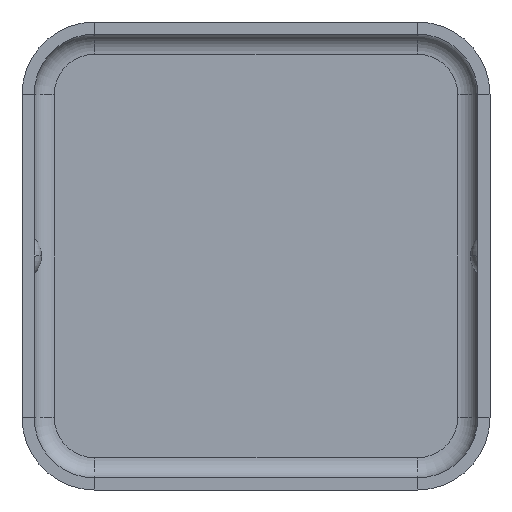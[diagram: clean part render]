
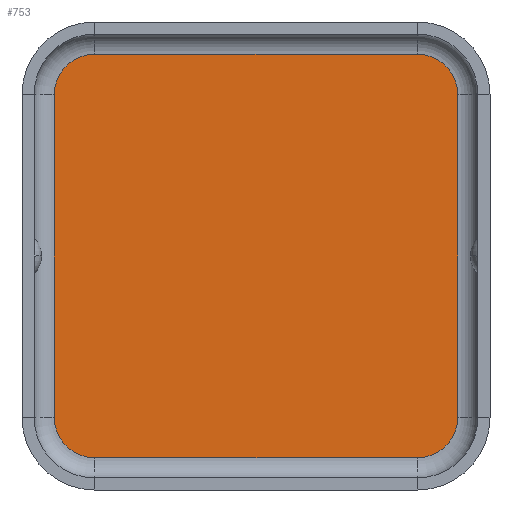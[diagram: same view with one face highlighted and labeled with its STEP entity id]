
A CAD part, front view. The second image highlights one B-rep face of the part: STEP entity #753.
In plain terms, the highlighted planar face has unit normal (0, -1, 0).
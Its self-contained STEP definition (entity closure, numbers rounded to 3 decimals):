
#28 = EDGE_CURVE ( 'NONE', #1044, #1247, #397, .T. ) ;
#32 = CARTESIAN_POINT ( 'NONE',  ( 5., 0., -4. ) ) ;
#53 = EDGE_CURVE ( 'NONE', #337, #990, #888, .T. ) ;
#78 = EDGE_CURVE ( 'NONE', #1247, #1239, #1401, .T. ) ;
#83 = CARTESIAN_POINT ( 'NONE',  ( -4., 0., -4. ) ) ;
#88 = DIRECTION ( 'NONE',  ( 0., -1., 0. ) ) ;
#118 = CARTESIAN_POINT ( 'NONE',  ( -4., 0., 5. ) ) ;
#194 = AXIS2_PLACEMENT_3D ( 'NONE', #1391, #1395, #208 ) ;
#197 = CARTESIAN_POINT ( 'NONE',  ( -5., 0., 4. ) ) ;
#208 = DIRECTION ( 'NONE',  ( 1., 0., 0. ) ) ;
#219 = VECTOR ( 'NONE', #1180, 1000. ) ;
#253 = DIRECTION ( 'NONE',  ( -1., 0., 0. ) ) ;
#255 = CARTESIAN_POINT ( 'NONE',  ( -4., 0., -5. ) ) ;
#299 = VERTEX_POINT ( 'NONE', #446 ) ;
#318 = EDGE_CURVE ( 'NONE', #990, #1239, #585, .T. ) ;
#320 = PLANE ( 'NONE',  #1048 ) ;
#326 = DIRECTION ( 'NONE',  ( 1., 0., 0. ) ) ;
#337 = VERTEX_POINT ( 'NONE', #32 ) ;
#339 = LINE ( 'NONE', #1123, #1272 ) ;
#351 = DIRECTION ( 'NONE',  ( 0., 0., -1. ) ) ;
#395 = DIRECTION ( 'NONE',  ( -1., 0., 0. ) ) ;
#397 = LINE ( 'NONE', #403, #219 ) ;
#400 = DIRECTION ( 'NONE',  ( 0., 1., 0. ) ) ;
#403 = CARTESIAN_POINT ( 'NONE',  ( -5., 0., 0. ) ) ;
#417 = EDGE_LOOP ( 'NONE', ( #724, #901, #1089, #484, #1071, #819, #799, #624 ) ) ;
#446 = CARTESIAN_POINT ( 'NONE',  ( 5., 0., 4. ) ) ;
#484 = ORIENTED_EDGE ( 'NONE', *, *, #720, .T. ) ;
#525 = CARTESIAN_POINT ( 'NONE',  ( 4., 0., -4. ) ) ;
#535 = VERTEX_POINT ( 'NONE', #1244 ) ;
#541 = DIRECTION ( 'NONE',  ( 0., -1., 0. ) ) ;
#568 = AXIS2_PLACEMENT_3D ( 'NONE', #716, #400, #395 ) ;
#585 = LINE ( 'NONE', #892, #984 ) ;
#599 = EDGE_CURVE ( 'NONE', #1044, #1186, #1233, .T. ) ;
#624 = ORIENTED_EDGE ( 'NONE', *, *, #78, .T. ) ;
#641 = DIRECTION ( 'NONE',  ( 0., 0., -1. ) ) ;
#716 = CARTESIAN_POINT ( 'NONE',  ( -4., 0., 4. ) ) ;
#720 = EDGE_CURVE ( 'NONE', #299, #535, #1331, .T. ) ;
#724 = ORIENTED_EDGE ( 'NONE', *, *, #318, .F. ) ;
#753 = ADVANCED_FACE ( 'NONE', ( #899 ), #320, .T. ) ;
#784 = AXIS2_PLACEMENT_3D ( 'NONE', #83, #863, #978 ) ;
#797 = CARTESIAN_POINT ( 'NONE',  ( 4., 0., -5. ) ) ;
#799 = ORIENTED_EDGE ( 'NONE', *, *, #28, .T. ) ;
#819 = ORIENTED_EDGE ( 'NONE', *, *, #599, .F. ) ;
#827 = VECTOR ( 'NONE', #1045, 1000. ) ;
#863 = DIRECTION ( 'NONE',  ( 0., -1., 0. ) ) ;
#888 = CIRCLE ( 'NONE', #194, 1. ) ;
#892 = CARTESIAN_POINT ( 'NONE',  ( 4., 0., -5. ) ) ;
#899 = FACE_OUTER_BOUND ( 'NONE', #417, .T. ) ;
#901 = ORIENTED_EDGE ( 'NONE', *, *, #53, .F. ) ;
#931 = EDGE_CURVE ( 'NONE', #535, #1186, #1161, .T. ) ;
#978 = DIRECTION ( 'NONE',  ( -1., 0., 0. ) ) ;
#984 = VECTOR ( 'NONE', #253, 1000. ) ;
#990 = VERTEX_POINT ( 'NONE', #797 ) ;
#1044 = VERTEX_POINT ( 'NONE', #197 ) ;
#1045 = DIRECTION ( 'NONE',  ( -1., 0., 0. ) ) ;
#1048 = AXIS2_PLACEMENT_3D ( 'NONE', #525, #88, #641 ) ;
#1071 = ORIENTED_EDGE ( 'NONE', *, *, #931, .T. ) ;
#1089 = ORIENTED_EDGE ( 'NONE', *, *, #1290, .F. ) ;
#1123 = CARTESIAN_POINT ( 'NONE',  ( 5., 0., 0. ) ) ;
#1154 = CARTESIAN_POINT ( 'NONE',  ( 4., 0., 5. ) ) ;
#1161 = LINE ( 'NONE', #1154, #827 ) ;
#1180 = DIRECTION ( 'NONE',  ( 0., 0., -1. ) ) ;
#1186 = VERTEX_POINT ( 'NONE', #118 ) ;
#1193 = CARTESIAN_POINT ( 'NONE',  ( -5., 0., -4. ) ) ;
#1216 = AXIS2_PLACEMENT_3D ( 'NONE', #1397, #541, #326 ) ;
#1233 = CIRCLE ( 'NONE', #568, 1. ) ;
#1239 = VERTEX_POINT ( 'NONE', #255 ) ;
#1244 = CARTESIAN_POINT ( 'NONE',  ( 4., 0., 5. ) ) ;
#1247 = VERTEX_POINT ( 'NONE', #1193 ) ;
#1272 = VECTOR ( 'NONE', #351, 1000. ) ;
#1290 = EDGE_CURVE ( 'NONE', #299, #337, #339, .T. ) ;
#1331 = CIRCLE ( 'NONE', #1216, 1. ) ;
#1391 = CARTESIAN_POINT ( 'NONE',  ( 4., 0., -4. ) ) ;
#1395 = DIRECTION ( 'NONE',  ( 0., 1., 0. ) ) ;
#1397 = CARTESIAN_POINT ( 'NONE',  ( 4., 0., 4. ) ) ;
#1401 = CIRCLE ( 'NONE', #784, 1. ) ;
